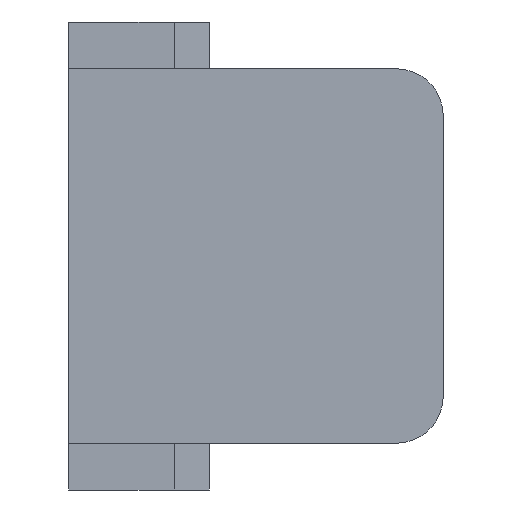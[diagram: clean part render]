
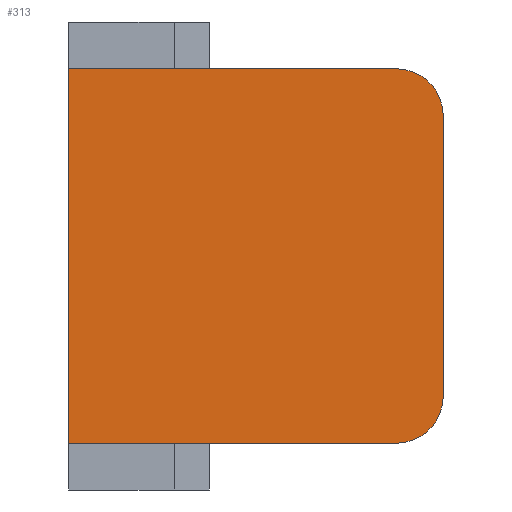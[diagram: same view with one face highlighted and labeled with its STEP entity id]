
A CAD part, left-side view. The second image highlights one B-rep face of the part: STEP entity #313.
In plain terms, the highlighted planar face has unit normal (-1, 0, 0).
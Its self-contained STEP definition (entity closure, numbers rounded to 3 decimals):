
#21=PLANE('',#357);
#37=FACE_OUTER_BOUND('',#54,.T.);
#54=EDGE_LOOP('',(#246,#247,#248,#249,#250,#251));
#71=LINE('',#470,#108);
#78=LINE('',#488,#115);
#79=LINE('',#491,#116);
#82=LINE('',#496,#119);
#108=VECTOR('',#384,10.);
#115=VECTOR('',#401,10.);
#116=VECTOR('',#404,10.);
#119=VECTOR('',#409,10.);
#141=CIRCLE('',#348,2.);
#144=CIRCLE('',#354,2.);
#147=VERTEX_POINT('',#457);
#148=VERTEX_POINT('',#458);
#152=VERTEX_POINT('',#468);
#156=VERTEX_POINT('',#480);
#158=VERTEX_POINT('',#486);
#159=VERTEX_POINT('',#490);
#175=EDGE_CURVE('',#147,#148,#141,.T.);
#181=EDGE_CURVE('',#147,#152,#71,.T.);
#187=EDGE_CURVE('',#156,#152,#144,.T.);
#190=EDGE_CURVE('',#158,#156,#78,.T.);
#191=EDGE_CURVE('',#148,#159,#79,.T.);
#194=EDGE_CURVE('',#158,#159,#82,.T.);
#246=ORIENTED_EDGE('',*,*,#175,.F.);
#247=ORIENTED_EDGE('',*,*,#181,.T.);
#248=ORIENTED_EDGE('',*,*,#187,.F.);
#249=ORIENTED_EDGE('',*,*,#190,.F.);
#250=ORIENTED_EDGE('',*,*,#194,.T.);
#251=ORIENTED_EDGE('',*,*,#191,.F.);
#313=ADVANCED_FACE('',(#37),#21,.T.);
#348=AXIS2_PLACEMENT_3D('',#459,#374,#375);
#354=AXIS2_PLACEMENT_3D('',#482,#395,#396);
#357=AXIS2_PLACEMENT_3D('',#495,#407,#408);
#374=DIRECTION('center_axis',(1.,0.,0.));
#375=DIRECTION('ref_axis',(0.,-0.707,-0.707));
#384=DIRECTION('',(0.,0.,1.));
#395=DIRECTION('center_axis',(1.,0.,0.));
#396=DIRECTION('ref_axis',(0.,-0.707,0.707));
#401=DIRECTION('',(0.,-1.,0.));
#404=DIRECTION('',(0.,1.,0.));
#407=DIRECTION('center_axis',(-1.,0.,0.));
#408=DIRECTION('ref_axis',(0.,-1.,0.));
#409=DIRECTION('',(0.,0.,-1.));
#457=CARTESIAN_POINT('',(-6.65,-10.,-6.));
#458=CARTESIAN_POINT('',(-6.65,-8.,-8.));
#459=CARTESIAN_POINT('Origin',(-6.65,-8.,-6.));
#468=CARTESIAN_POINT('',(-6.65,-10.,6.));
#470=CARTESIAN_POINT('',(-6.65,-10.,0.));
#480=CARTESIAN_POINT('',(-6.65,-8.,8.));
#482=CARTESIAN_POINT('Origin',(-6.65,-8.,6.));
#486=CARTESIAN_POINT('',(-6.65,6.,8.));
#488=CARTESIAN_POINT('',(-6.65,6.,8.));
#490=CARTESIAN_POINT('',(-6.65,6.,-8.));
#491=CARTESIAN_POINT('',(-6.65,6.,-8.));
#495=CARTESIAN_POINT('Origin',(-6.65,6.,0.));
#496=CARTESIAN_POINT('',(-6.65,6.,0.));
